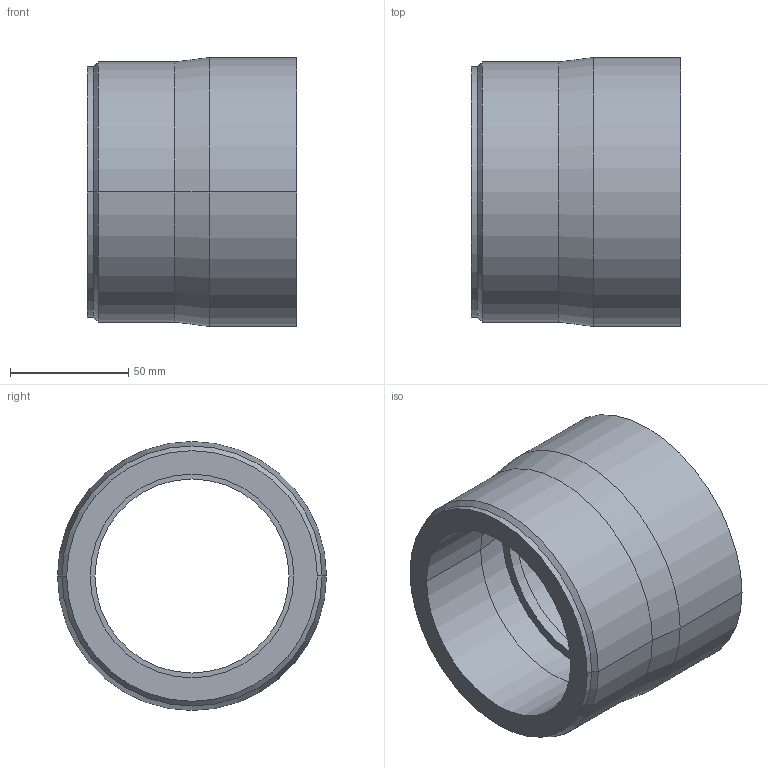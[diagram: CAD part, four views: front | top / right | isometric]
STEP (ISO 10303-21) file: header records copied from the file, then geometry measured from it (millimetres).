
FILE_DESCRIPTION( ( '' ), '1' );
FILE_NAME( 'AGRU_25057119007_PE 100 schwarz_Reduktion konzentrisch_110_90 - MOP 16 bar_105.stp', '2012-06-20T13:01:52', ( '' ), ( '' ), ' ', ' ', ' ' );
FILE_SCHEMA( ( 'CONFIG_CONTROL_DESIGN' ) );
Length unit declared in the file: millimetre
Products named in the file (1): 1
Bounding box: 88.7 x 113.8 x 113.8 mm (x, y, z)
Volume: 331681.5 mm3; surface area: 64930.3 mm2
Topology: 1 solids, 1 shells, 22 faces, 44 edges, 26 vertices
Faces by surface type: cylinder 12, cone 6, plane 4
Entity records: 622 total; most frequent: DIRECTION 116, CARTESIAN_POINT 93, ORIENTED_EDGE 88, AXIS2_PLACEMENT_3D 49, EDGE_CURVE 44, EDGE_LOOP 26, VERTEX_POINT 26, CIRCLE 26
